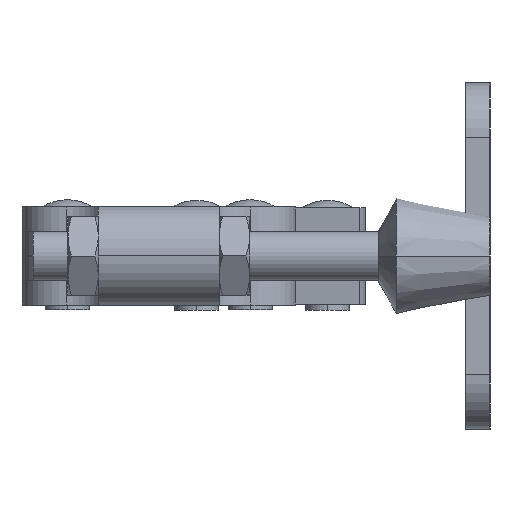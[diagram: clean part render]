
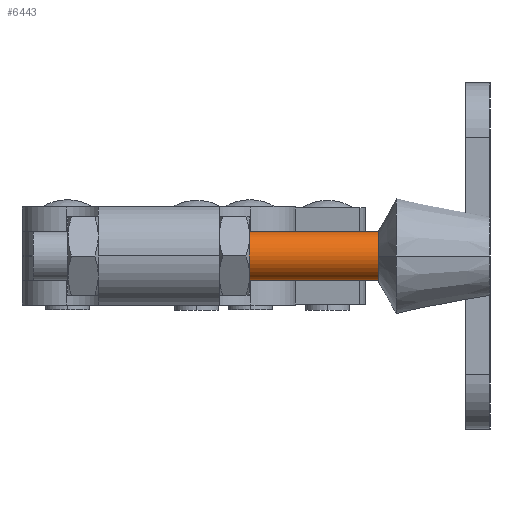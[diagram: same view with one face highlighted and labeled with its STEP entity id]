
A CAD part, left-side view. The second image highlights one B-rep face of the part: STEP entity #6443.
In plain terms, the highlighted cylindrical face has radius 4 mm (diameter 8 mm), a partial arc.
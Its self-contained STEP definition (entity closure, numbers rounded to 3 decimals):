
#222 = CARTESIAN_POINT ( 'NONE',  ( -111.106, 18.45, -4. ) ) ;
#345 = EDGE_CURVE ( 'NONE', #706, #8287, #4871, .T. ) ;
#706 = VERTEX_POINT ( 'NONE', #7516 ) ;
#2666 = DIRECTION ( 'NONE',  ( 0., -1., 0. ) ) ;
#2684 = CARTESIAN_POINT ( 'NONE',  ( -111.106, 75.45, 0. ) ) ;
#2955 = CIRCLE ( 'NONE', #5080, 4. ) ;
#3149 = ORIENTED_EDGE ( 'NONE', *, *, #3301, .F. ) ;
#3282 = FACE_OUTER_BOUND ( 'NONE', #3975, .T. ) ;
#3301 = EDGE_CURVE ( 'NONE', #7999, #8287, #2955, .T. ) ;
#3319 = CARTESIAN_POINT ( 'NONE',  ( -111.106, 39.7, 0. ) ) ;
#3368 = ORIENTED_EDGE ( 'NONE', *, *, #345, .T. ) ;
#3407 = AXIS2_PLACEMENT_3D ( 'NONE', #8104, #7730, #7719 ) ;
#3729 = ORIENTED_EDGE ( 'NONE', *, *, #6093, .F. ) ;
#3975 = EDGE_LOOP ( 'NONE', ( #4693, #3368, #3149, #3729 ) ) ;
#4007 = VECTOR ( 'NONE', #2666, 1000. ) ;
#4067 = CARTESIAN_POINT ( 'NONE',  ( -111.106, 18.45, 0. ) ) ;
#4281 = CARTESIAN_POINT ( 'NONE',  ( -111.106, 18.45, -8. ) ) ;
#4471 = DIRECTION ( 'NONE',  ( 0., -1., 0. ) ) ;
#4676 = VECTOR ( 'NONE', #4471, 1000. ) ;
#4693 = ORIENTED_EDGE ( 'NONE', *, *, #7424, .F. ) ;
#4703 = CARTESIAN_POINT ( 'NONE',  ( -111.106, 75.45, -8. ) ) ;
#4871 = LINE ( 'NONE', #4703, #4676 ) ;
#5080 = AXIS2_PLACEMENT_3D ( 'NONE', #222, #7913, #8364 ) ;
#5094 = CIRCLE ( 'NONE', #6583, 4. ) ;
#5125 = CARTESIAN_POINT ( 'NONE',  ( -111.106, 39.7, -4. ) ) ;
#5618 = LINE ( 'NONE', #2684, #4007 ) ;
#5643 = DIRECTION ( 'NONE',  ( 0., 1., 0. ) ) ;
#5689 = DIRECTION ( 'NONE',  ( -1., 0., 0. ) ) ;
#6093 = EDGE_CURVE ( 'NONE', #6736, #7999, #5618, .T. ) ;
#6443 = ADVANCED_FACE ( 'NONE', ( #3282 ), #8109, .T. ) ;
#6583 = AXIS2_PLACEMENT_3D ( 'NONE', #5125, #5643, #5689 ) ;
#6736 = VERTEX_POINT ( 'NONE', #3319 ) ;
#7424 = EDGE_CURVE ( 'NONE', #706, #6736, #5094, .T. ) ;
#7516 = CARTESIAN_POINT ( 'NONE',  ( -111.106, 39.7, -8. ) ) ;
#7719 = DIRECTION ( 'NONE',  ( 0., 0., 1. ) ) ;
#7730 = DIRECTION ( 'NONE',  ( 0., -1., 0. ) ) ;
#7913 = DIRECTION ( 'NONE',  ( 0., -1., 0. ) ) ;
#7999 = VERTEX_POINT ( 'NONE', #4067 ) ;
#8104 = CARTESIAN_POINT ( 'NONE',  ( -111.106, 75.45, -4. ) ) ;
#8109 = CYLINDRICAL_SURFACE ( 'NONE', #3407, 4. ) ;
#8287 = VERTEX_POINT ( 'NONE', #4281 ) ;
#8364 = DIRECTION ( 'NONE',  ( 1., 0., 0. ) ) ;
